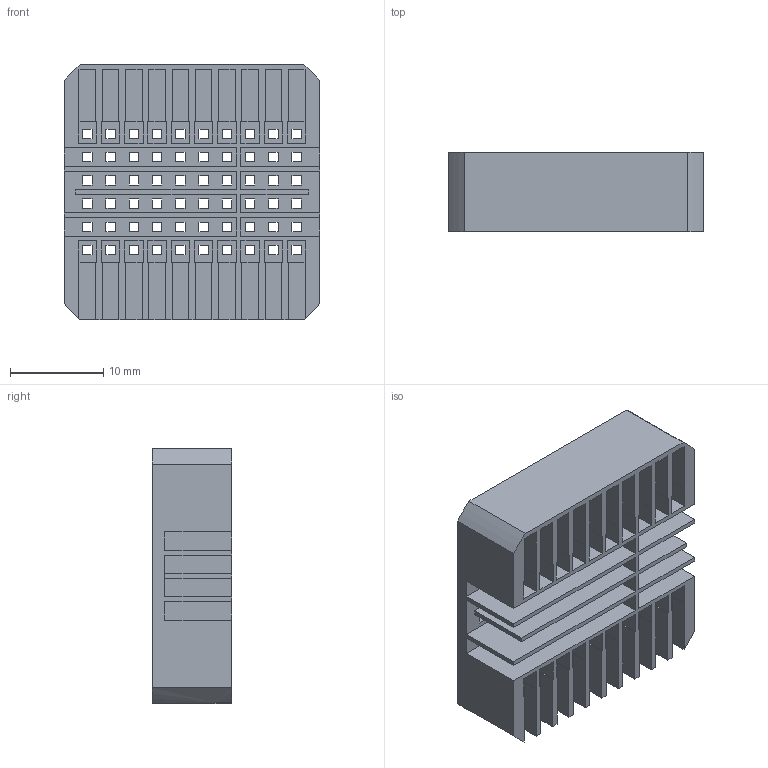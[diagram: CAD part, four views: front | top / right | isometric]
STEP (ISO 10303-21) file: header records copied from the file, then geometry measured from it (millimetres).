
FILE_DESCRIPTION (( 'STEP AP203' ), '1' );
FILE_NAME ('Breadboard.STEP', '2017-08-02T03:13:35', ( '' ), ( '' ), 'SwSTEP 2.0', 'SolidWorks 2016', '' );
FILE_SCHEMA (( 'CONFIG_CONTROL_DESIGN' ));
Length unit declared in the file: millimetre
Products named in the file (1): Breadboard
Bounding box: 27.5 x 8.54 x 27.5 mm (x, y, z)
Volume: 3492.6 mm3; surface area: 5889.1 mm2
Topology: 1 solids, 1 shells, 815 faces, 2124 edges, 1336 vertices
Faces by surface type: plane 741, bspline 63, cylinder 11
Entity records: 27049 total; most frequent: CARTESIAN_POINT 7307, ORIENTED_EDGE 4248, DIRECTION 3528, EDGE_CURVE 2124, VECTOR 1974, LINE 1974, VERTEX_POINT 1336, EDGE_LOOP 960
